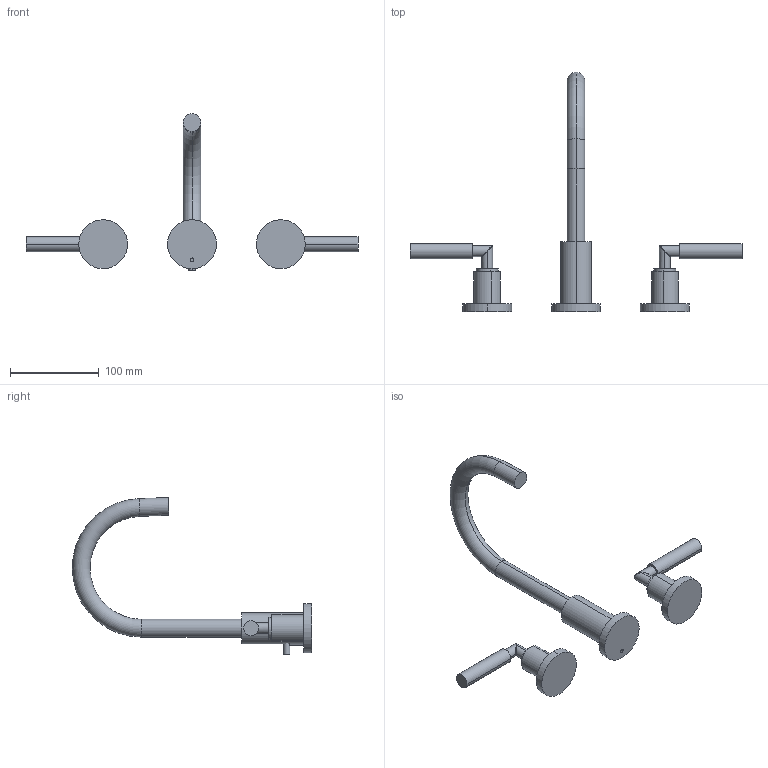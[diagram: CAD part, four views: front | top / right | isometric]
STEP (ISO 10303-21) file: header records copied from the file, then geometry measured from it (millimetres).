
FILE_DESCRIPTION (( 'STEP AP203' ), '1' );
FILE_NAME ('20710882-00.STEP', '2018-07-03T14:18:49', ( '' ), ( '' ), 'SwSTEP 2.0', 'SolidWorks 2017', '' );
FILE_SCHEMA (( 'CONFIG_CONTROL_DESIGN' ));
Length unit declared in the file: millimetre
Products named in the file (8): Planungsmodell_Auslauf-+-04.28.22.062.00.94-01_ _K19_20x112,5,R68<88x32,7; Planungsmodell_Rohr_gerade-+-28.568.780-10_ _K27_7x25; Planungsmodell_Rohr_gerade-+-28.568.780-10_ _K102_4x25; 20710882-00; Planungsmodell_Rosette_rund-+-36.104.820-01_ _K5_55x9; Planungsmodell_Griff-+-83.905.930-02_ _K5_30x36_24,5x3,2; Planungsmodell_GriffSLDPRT-+-04.20.88.052.00-01_-; Planungsmodell_Rohr_gerade-+-28.568.780-10_ _K96_35x70
Assembly tree (11 placements, depth 2):
  20710882-00
    Planungsmodell_Rosette_rund-+-36.104.820-01_ _K5_55x9  x3
    Planungsmodell_Griff-+-83.905.930-02_ _K5_30x36_24,5x3,2  x2
    Planungsmodell_GriffSLDPRT-+-04.20.88.052.00-01_-  x2
    Planungsmodell_Rohr_gerade-+-28.568.780-10_ _K96_35x70
    Planungsmodell_Auslauf-+-04.28.22.062.00.94-01_ _K19_20x112,5,R68<88x32,7
    Planungsmodell_Rohr_gerade-+-28.568.780-10_ _K27_7x25
    Planungsmodell_Rohr_gerade-+-28.568.780-10_ _K102_4x25
Bounding box: 373.78 x 269.49 x 176.59 mm (x, y, z)
Volume: 339043.8 mm3; surface area: 73837.1 mm2
Topology: 11 solids, 11 shells, 68 faces, 122 edges, 72 vertices
Faces by surface type: cylinder 36, plane 26, bspline 4, torus 2
Entity records: 2104 total; most frequent: CARTESIAN_POINT 330, DIRECTION 214, ORIENTED_EDGE 140, AXIS2_PLACEMENT_3D 96, PERSON_AND_ORGANIZATION 75, EDGE_CURVE 70, CALENDAR_DATE 62, LOCAL_TIME 62
